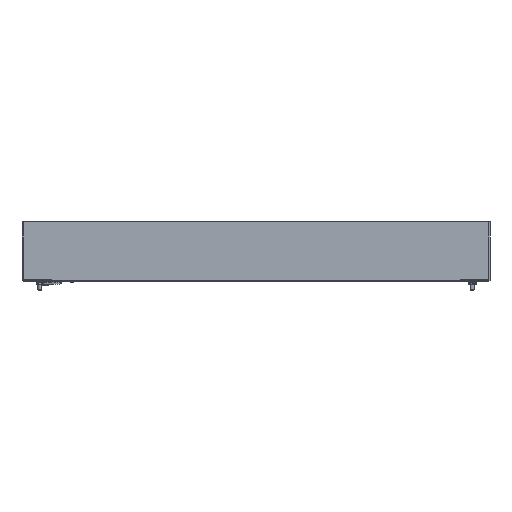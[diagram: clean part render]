
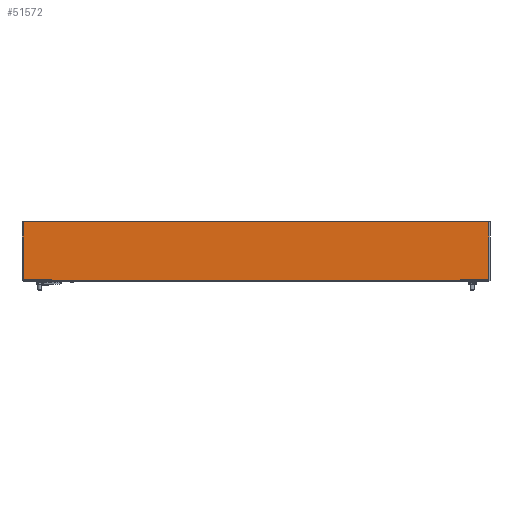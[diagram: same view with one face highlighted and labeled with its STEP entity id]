
A CAD part, front view. The second image highlights one B-rep face of the part: STEP entity #51572.
In plain terms, the highlighted planar face has unit normal (0, -1, 0).
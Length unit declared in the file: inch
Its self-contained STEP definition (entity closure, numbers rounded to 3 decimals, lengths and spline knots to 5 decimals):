
#1893 = LINE ( 'NONE', #39674, #46780 ) ;
#2708 = CARTESIAN_POINT ( 'NONE',  ( -14.76378, -37.30315, -1.79134 ) ) ;
#3974 = ORIENTED_EDGE ( 'NONE', *, *, #23704, .T. ) ;
#6269 = VECTOR ( 'NONE', #47566, 39.37008 ) ;
#9815 = CARTESIAN_POINT ( 'NONE',  ( -1.00394, -37.30315, -1.79134 ) ) ;
#11513 = VERTEX_POINT ( 'NONE', #50595 ) ;
#12402 = DIRECTION ( 'NONE',  ( 0., -1., 0. ) ) ;
#13257 = EDGE_CURVE ( 'NONE', #11513, #44078, #15624, .T. ) ;
#13521 = EDGE_LOOP ( 'NONE', ( #3974, #29657, #31325, #48529 ) ) ;
#14822 = VECTOR ( 'NONE', #19901, 39.37008 ) ;
#15313 = CARTESIAN_POINT ( 'NONE',  ( -1.00394, -37.30315, 1.73228 ) ) ;
#15624 = LINE ( 'NONE', #15313, #14822 ) ;
#18576 = CARTESIAN_POINT ( 'NONE',  ( 12.75591, -37.30315, -1.79134 ) ) ;
#19901 = DIRECTION ( 'NONE',  ( -1., 0., 0. ) ) ;
#21298 = FACE_OUTER_BOUND ( 'NONE', #13521, .T. ) ;
#23246 = CARTESIAN_POINT ( 'NONE',  ( -14.76378, -37.30315, -0.02953 ) ) ;
#23704 = EDGE_CURVE ( 'NONE', #36508, #11513, #1893, .T. ) ;
#25097 = LINE ( 'NONE', #9815, #6269 ) ;
#26606 = CARTESIAN_POINT ( 'NONE',  ( -14.76378, -37.30315, 1.73228 ) ) ;
#26988 = VECTOR ( 'NONE', #32516, 39.37008 ) ;
#29657 = ORIENTED_EDGE ( 'NONE', *, *, #13257, .T. ) ;
#30533 = EDGE_CURVE ( 'NONE', #41352, #36508, #25097, .T. ) ;
#31325 = ORIENTED_EDGE ( 'NONE', *, *, #33836, .T. ) ;
#31403 = PLANE ( 'NONE',  #46822 ) ;
#32516 = DIRECTION ( 'NONE',  ( 0., 0., -1. ) ) ;
#33836 = EDGE_CURVE ( 'NONE', #44078, #41352, #57393, .T. ) ;
#36508 = VERTEX_POINT ( 'NONE', #18576 ) ;
#39674 = CARTESIAN_POINT ( 'NONE',  ( 12.75591, -37.30315, -0.02953 ) ) ;
#40366 = DIRECTION ( 'NONE',  ( -1., 0., 0. ) ) ;
#41352 = VERTEX_POINT ( 'NONE', #2708 ) ;
#44078 = VERTEX_POINT ( 'NONE', #26606 ) ;
#44579 = DIRECTION ( 'NONE',  ( 0., 0., 1. ) ) ;
#44687 = CARTESIAN_POINT ( 'NONE',  ( -1.00394, -37.30315, -0.02953 ) ) ;
#46780 = VECTOR ( 'NONE', #44579, 39.37008 ) ;
#46822 = AXIS2_PLACEMENT_3D ( 'NONE', #44687, #12402, #40366 ) ;
#47566 = DIRECTION ( 'NONE',  ( 1., 0., 0. ) ) ;
#48529 = ORIENTED_EDGE ( 'NONE', *, *, #30533, .T. ) ;
#50595 = CARTESIAN_POINT ( 'NONE',  ( 12.75591, -37.30315, 1.73228 ) ) ;
#51572 = ADVANCED_FACE ( 'NONE', ( #21298 ), #31403, .T. ) ;
#57393 = LINE ( 'NONE', #23246, #26988 ) ;
